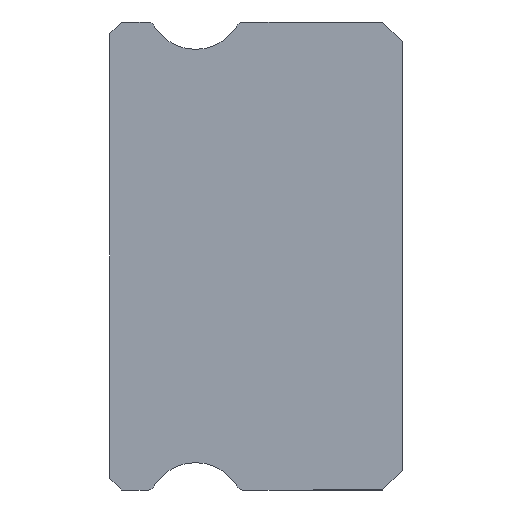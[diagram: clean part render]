
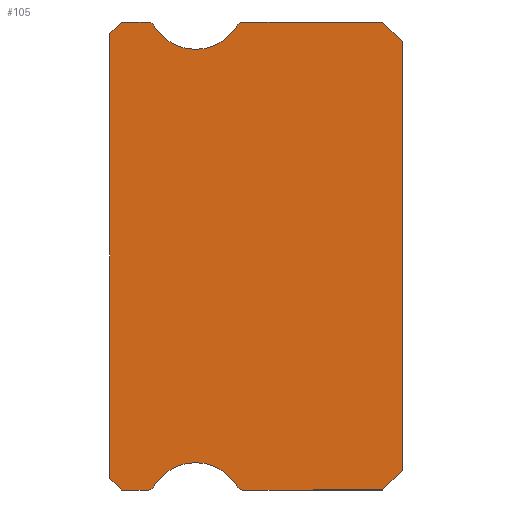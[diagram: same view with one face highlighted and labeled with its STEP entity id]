
A CAD part, left-side view. The second image highlights one B-rep face of the part: STEP entity #105.
In plain terms, the highlighted planar face has unit normal (-1, 0, 0).
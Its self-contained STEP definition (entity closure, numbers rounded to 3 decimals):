
#11 = DIRECTION ( 'NONE',  ( 0., 0., -1. ) ) ;
#21 = DIRECTION ( 'NONE',  ( 0., 0., -1. ) ) ;
#30 = VERTEX_POINT ( 'NONE', #287 ) ;
#31 = VERTEX_POINT ( 'NONE', #1195 ) ;
#33 = VECTOR ( 'NONE', #2004, 1000. ) ;
#37 = EDGE_CURVE ( 'NONE', #1809, #300, #1055, .T. ) ;
#60 = EDGE_CURVE ( 'NONE', #1809, #1539, #1970, .T. ) ;
#69 = DIRECTION ( 'NONE',  ( 0., 0., -1. ) ) ;
#71 = CIRCLE ( 'NONE', #1726, 0.15 ) ;
#74 = LINE ( 'NONE', #1544, #1954 ) ;
#79 = CARTESIAN_POINT ( 'NONE',  ( -5., 0., -5.5 ) ) ;
#85 = AXIS2_PLACEMENT_3D ( 'NONE', #1794, #324, #1420 ) ;
#89 = DIRECTION ( 'NONE',  ( 0., -1., 0. ) ) ;
#90 = CARTESIAN_POINT ( 'NONE',  ( -5., 4.088, -6. ) ) ;
#94 = DIRECTION ( 'NONE',  ( -1., 0., 0. ) ) ;
#99 = CARTESIAN_POINT ( 'NONE',  ( -5., 0., -5.5 ) ) ;
#104 = CARTESIAN_POINT ( 'NONE',  ( -5., 6.512, -6. ) ) ;
#105 = ADVANCED_FACE ( 'NONE', ( #186 ), #349, .F. ) ;
#132 = EDGE_CURVE ( 'NONE', #1150, #916, #278, .T. ) ;
#177 = CARTESIAN_POINT ( 'NONE',  ( -5., 6.512, -6. ) ) ;
#186 = FACE_OUTER_BOUND ( 'NONE', #2000, .T. ) ;
#192 = LINE ( 'NONE', #2001, #881 ) ;
#201 = ORIENTED_EDGE ( 'NONE', *, *, #1646, .F. ) ;
#278 = CIRCLE ( 'NONE', #1616, 1.25 ) ;
#287 = CARTESIAN_POINT ( 'NONE',  ( -5., 7.2, 6. ) ) ;
#295 = EDGE_CURVE ( 'NONE', #1843, #880, #1122, .T. ) ;
#300 = VERTEX_POINT ( 'NONE', #1576 ) ;
#313 = AXIS2_PLACEMENT_3D ( 'NONE', #935, #1662, #11 ) ;
#324 = DIRECTION ( 'NONE',  ( 1., 0., 0. ) ) ;
#325 = CARTESIAN_POINT ( 'NONE',  ( -5., 6.512, -6. ) ) ;
#349 = PLANE ( 'NONE',  #2035 ) ;
#355 = DIRECTION ( 'NONE',  ( 0., 0., -1. ) ) ;
#386 = VECTOR ( 'NONE', #1881, 1000. ) ;
#392 = ORIENTED_EDGE ( 'NONE', *, *, #693, .T. ) ;
#399 = CARTESIAN_POINT ( 'NONE',  ( -5., 5.3, 6.55 ) ) ;
#403 = VERTEX_POINT ( 'NONE', #1276 ) ;
#438 = CARTESIAN_POINT ( 'NONE',  ( -5., 7.5, -5.7 ) ) ;
#445 = ORIENTED_EDGE ( 'NONE', *, *, #2254, .F. ) ;
#458 = VERTEX_POINT ( 'NONE', #948 ) ;
#473 = VECTOR ( 'NONE', #1323, 1000. ) ;
#478 = CIRCLE ( 'NONE', #1351, 0.15 ) ;
#498 = CARTESIAN_POINT ( 'NONE',  ( -5., 0., 5.5 ) ) ;
#505 = AXIS2_PLACEMENT_3D ( 'NONE', #1587, #686, #1989 ) ;
#516 = VECTOR ( 'NONE', #1204, 1000. ) ;
#525 = DIRECTION ( 'NONE',  ( 0., 0., 1. ) ) ;
#538 = ORIENTED_EDGE ( 'NONE', *, *, #37, .F. ) ;
#540 = CARTESIAN_POINT ( 'NONE',  ( -5., 4.088, 5.85 ) ) ;
#547 = DIRECTION ( 'NONE',  ( 1., 0., 0. ) ) ;
#563 = DIRECTION ( 'NONE',  ( 0., 0., -1. ) ) ;
#573 = ORIENTED_EDGE ( 'NONE', *, *, #1964, .F. ) ;
#576 = DIRECTION ( 'NONE',  ( 0., 0., 1. ) ) ;
#596 = CARTESIAN_POINT ( 'NONE',  ( -5., 5.3, -6.55 ) ) ;
#626 = ORIENTED_EDGE ( 'NONE', *, *, #1260, .F. ) ;
#635 = CARTESIAN_POINT ( 'NONE',  ( -5., 0.5, 6. ) ) ;
#640 = ORIENTED_EDGE ( 'NONE', *, *, #295, .F. ) ;
#686 = DIRECTION ( 'NONE',  ( -1., 0., 0. ) ) ;
#693 = EDGE_CURVE ( 'NONE', #1293, #1093, #74, .T. ) ;
#726 = CARTESIAN_POINT ( 'NONE',  ( -5., 6.512, 5.85 ) ) ;
#773 = DIRECTION ( 'NONE',  ( -1., 0., 0. ) ) ;
#805 = CARTESIAN_POINT ( 'NONE',  ( -5., 6.512, 6. ) ) ;
#812 = CARTESIAN_POINT ( 'NONE',  ( -5., 4.217, -5.925 ) ) ;
#824 = ORIENTED_EDGE ( 'NONE', *, *, #1736, .F. ) ;
#852 = VECTOR ( 'NONE', #89, 1000. ) ;
#880 = VERTEX_POINT ( 'NONE', #812 ) ;
#881 = VECTOR ( 'NONE', #1819, 1000. ) ;
#894 = VERTEX_POINT ( 'NONE', #635 ) ;
#916 = VERTEX_POINT ( 'NONE', #1181 ) ;
#935 = CARTESIAN_POINT ( 'NONE',  ( -5., 6.512, -5.85 ) ) ;
#948 = CARTESIAN_POINT ( 'NONE',  ( -5., 6.383, -5.925 ) ) ;
#1000 = ORIENTED_EDGE ( 'NONE', *, *, #1829, .T. ) ;
#1008 = ORIENTED_EDGE ( 'NONE', *, *, #1309, .F. ) ;
#1055 = LINE ( 'NONE', #99, #516 ) ;
#1086 = VERTEX_POINT ( 'NONE', #2314 ) ;
#1093 = VERTEX_POINT ( 'NONE', #1237 ) ;
#1108 = VECTOR ( 'NONE', #576, 1000. ) ;
#1122 = CIRCLE ( 'NONE', #85, 0.15 ) ;
#1126 = EDGE_CURVE ( 'NONE', #1093, #1350, #1740, .T. ) ;
#1150 = VERTEX_POINT ( 'NONE', #1277 ) ;
#1153 = DIRECTION ( 'NONE',  ( 0., -0.707, -0.707 ) ) ;
#1163 = ORIENTED_EDGE ( 'NONE', *, *, #1625, .F. ) ;
#1166 = LINE ( 'NONE', #1333, #2212 ) ;
#1181 = CARTESIAN_POINT ( 'NONE',  ( -5., 4.217, 5.925 ) ) ;
#1185 = LINE ( 'NONE', #2277, #386 ) ;
#1195 = CARTESIAN_POINT ( 'NONE',  ( -5., 6.383, 5.925 ) ) ;
#1204 = DIRECTION ( 'NONE',  ( 0., 0.707, -0.707 ) ) ;
#1235 = LINE ( 'NONE', #1261, #33 ) ;
#1237 = CARTESIAN_POINT ( 'NONE',  ( -5., 7.2, -6. ) ) ;
#1260 = EDGE_CURVE ( 'NONE', #458, #1350, #1572, .T. ) ;
#1261 = CARTESIAN_POINT ( 'NONE',  ( -5., 7.2, 6. ) ) ;
#1276 = CARTESIAN_POINT ( 'NONE',  ( -5., 7.5, 5.7 ) ) ;
#1277 = CARTESIAN_POINT ( 'NONE',  ( -5., 5.3, 5.3 ) ) ;
#1281 = ORIENTED_EDGE ( 'NONE', *, *, #1445, .F. ) ;
#1293 = VERTEX_POINT ( 'NONE', #438 ) ;
#1295 = LINE ( 'NONE', #177, #473 ) ;
#1309 = EDGE_CURVE ( 'NONE', #880, #458, #1837, .T. ) ;
#1323 = DIRECTION ( 'NONE',  ( 0., 1., 0. ) ) ;
#1333 = CARTESIAN_POINT ( 'NONE',  ( -5., 0.5, 6. ) ) ;
#1350 = VERTEX_POINT ( 'NONE', #104 ) ;
#1351 = AXIS2_PLACEMENT_3D ( 'NONE', #540, #1592, #355 ) ;
#1404 = CARTESIAN_POINT ( 'NONE',  ( -5., 0., 5.5 ) ) ;
#1420 = DIRECTION ( 'NONE',  ( 0., 0., -1. ) ) ;
#1445 = EDGE_CURVE ( 'NONE', #916, #1086, #478, .T. ) ;
#1500 = CARTESIAN_POINT ( 'NONE',  ( -5., 7.5, 5.85 ) ) ;
#1539 = VERTEX_POINT ( 'NONE', #1404 ) ;
#1544 = CARTESIAN_POINT ( 'NONE',  ( -5., 7.2, -6. ) ) ;
#1572 = CIRCLE ( 'NONE', #313, 0.15 ) ;
#1576 = CARTESIAN_POINT ( 'NONE',  ( -5., 0.5, -6. ) ) ;
#1587 = CARTESIAN_POINT ( 'NONE',  ( -5., 5.3, 6.55 ) ) ;
#1592 = DIRECTION ( 'NONE',  ( 1., 0., 0. ) ) ;
#1616 = AXIS2_PLACEMENT_3D ( 'NONE', #399, #773, #1998 ) ;
#1625 = EDGE_CURVE ( 'NONE', #1086, #894, #192, .T. ) ;
#1646 = EDGE_CURVE ( 'NONE', #300, #1843, #1295, .T. ) ;
#1658 = ORIENTED_EDGE ( 'NONE', *, *, #1126, .T. ) ;
#1662 = DIRECTION ( 'NONE',  ( 1., 0., 0. ) ) ;
#1685 = CIRCLE ( 'NONE', #505, 1.25 ) ;
#1691 = AXIS2_PLACEMENT_3D ( 'NONE', #596, #94, #21 ) ;
#1709 = CARTESIAN_POINT ( 'NONE',  ( -5., 6.512, 5.85 ) ) ;
#1715 = EDGE_CURVE ( 'NONE', #1293, #403, #2191, .T. ) ;
#1722 = DIRECTION ( 'NONE',  ( 1., 0., 0. ) ) ;
#1726 = AXIS2_PLACEMENT_3D ( 'NONE', #1709, #1722, #69 ) ;
#1736 = EDGE_CURVE ( 'NONE', #894, #1539, #1166, .T. ) ;
#1740 = LINE ( 'NONE', #325, #852 ) ;
#1771 = VECTOR ( 'NONE', #525, 1000. ) ;
#1794 = CARTESIAN_POINT ( 'NONE',  ( -5., 4.088, -5.85 ) ) ;
#1809 = VERTEX_POINT ( 'NONE', #79 ) ;
#1819 = DIRECTION ( 'NONE',  ( 0., -1., 0. ) ) ;
#1829 = EDGE_CURVE ( 'NONE', #30, #403, #1185, .T. ) ;
#1837 = CIRCLE ( 'NONE', #1691, 1.25 ) ;
#1843 = VERTEX_POINT ( 'NONE', #90 ) ;
#1858 = VERTEX_POINT ( 'NONE', #805 ) ;
#1881 = DIRECTION ( 'NONE',  ( 0., 0.707, -0.707 ) ) ;
#1954 = VECTOR ( 'NONE', #2270, 1000. ) ;
#1964 = EDGE_CURVE ( 'NONE', #31, #1150, #1685, .T. ) ;
#1970 = LINE ( 'NONE', #498, #1771 ) ;
#1989 = DIRECTION ( 'NONE',  ( 0., 0., -1. ) ) ;
#1998 = DIRECTION ( 'NONE',  ( 0., 0., -1. ) ) ;
#2000 = EDGE_LOOP ( 'NONE', ( #1000, #2192, #392, #1658, #626, #1008, #640, #201, #538, #2054, #824, #1163, #1281, #2283, #573, #445, #2084 ) ) ;
#2001 = CARTESIAN_POINT ( 'NONE',  ( -5., 6.512, 6. ) ) ;
#2004 = DIRECTION ( 'NONE',  ( 0., 1., 0. ) ) ;
#2035 = AXIS2_PLACEMENT_3D ( 'NONE', #726, #547, #563 ) ;
#2054 = ORIENTED_EDGE ( 'NONE', *, *, #60, .T. ) ;
#2084 = ORIENTED_EDGE ( 'NONE', *, *, #2286, .T. ) ;
#2191 = LINE ( 'NONE', #1500, #1108 ) ;
#2192 = ORIENTED_EDGE ( 'NONE', *, *, #1715, .F. ) ;
#2212 = VECTOR ( 'NONE', #1153, 1000. ) ;
#2254 = EDGE_CURVE ( 'NONE', #1858, #31, #71, .T. ) ;
#2270 = DIRECTION ( 'NONE',  ( 0., -0.707, -0.707 ) ) ;
#2277 = CARTESIAN_POINT ( 'NONE',  ( -5., 7.5, 5.7 ) ) ;
#2283 = ORIENTED_EDGE ( 'NONE', *, *, #132, .F. ) ;
#2286 = EDGE_CURVE ( 'NONE', #1858, #30, #1235, .T. ) ;
#2314 = CARTESIAN_POINT ( 'NONE',  ( -5., 4.088, 6. ) ) ;
